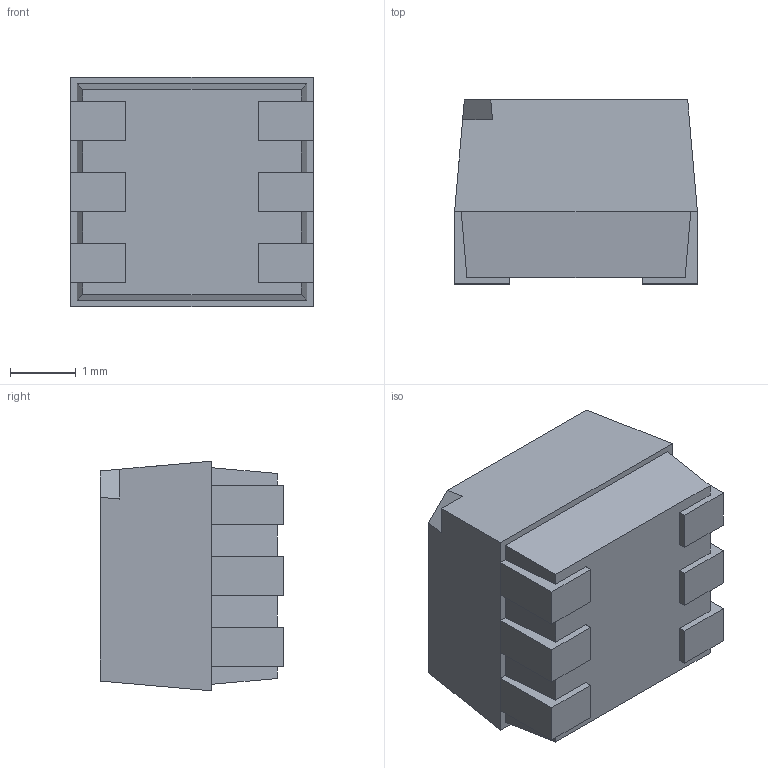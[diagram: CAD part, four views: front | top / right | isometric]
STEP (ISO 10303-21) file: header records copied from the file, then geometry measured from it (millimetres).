
FILE_DESCRIPTION (( 'STEP AP214' ), '1' );
FILE_NAME ('ASMB-TTF2-0B20B.STEP', '2019-01-15T22:06:44', ( '' ), ( '' ), 'SwSTEP 2.0', 'SolidWorks 2017', '' );
FILE_SCHEMA (( 'AUTOMOTIVE_DESIGN' ));
Length unit declared in the file: millimetre
Products named in the file (1): ASMB-TTF2-0B20B
Bounding box: 3.7 x 2.8 x 3.5 mm (x, y, z)
Volume: 32 mm3; surface area: 124.7 mm2
Topology: 9 solids, 9 shells, 81 faces, 186 edges, 124 vertices
Faces by surface type: plane 77, cylinder 4
Entity records: 2354 total; most frequent: CARTESIAN_POINT 392, ORIENTED_EDGE 372, DIRECTION 358, EDGE_CURVE 186, VECTOR 178, LINE 178, VERTEX_POINT 124, AXIS2_PLACEMENT_3D 90
